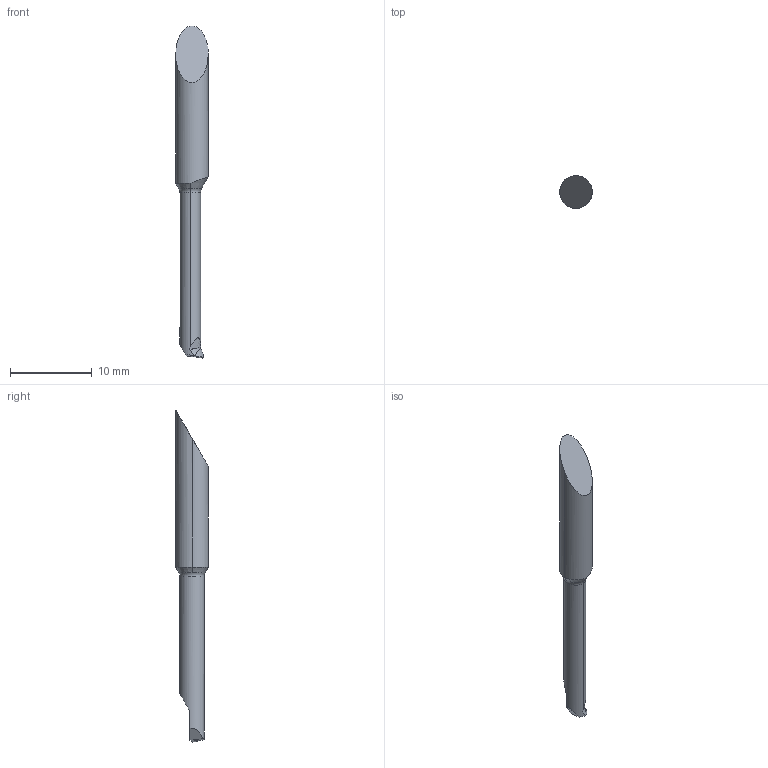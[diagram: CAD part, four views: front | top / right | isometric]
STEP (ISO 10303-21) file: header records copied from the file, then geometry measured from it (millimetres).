
FILE_DESCRIPTION(/* description */ (''),/* implementation_level */ '2;1');
FILE_NAME(/* name */ '1637312972002.stp',/* time_stamp */ '2021-11-19T14:39:43+05:00',/* author */ (''),/* organization */ ('SMS'),/* preprocessor_version */ 'ST-DEVELOPER v16.7',/* originating_system */ 'SIEMENS PLM Software NX 12.0',/* authorisation */ '');
FILE_SCHEMA (('AUTOMOTIVE_DESIGN { 1 0 10303 214 3 1 1 1 }'));
Length unit declared in the file: millimetre
Products named in the file (1): 203790498mod000_00
Bounding box: 4 x 4 x 40.72 mm (x, y, z)
Volume: 311 mm3; surface area: 407.5 mm2
Topology: 2 solids, 2 shells, 34 faces, 83 edges, 57 vertices
Faces by surface type: cylinder 8, torus 7, bspline 7, plane 7, cone 5
Entity records: 1296 total; most frequent: CARTESIAN_POINT 523, ORIENTED_EDGE 164, DIRECTION 128, EDGE_CURVE 82, AXIS2_PLACEMENT_3D 56, VERTEX_POINT 52, ADVANCED_FACE 34, FACE_OUTER_BOUND 34
